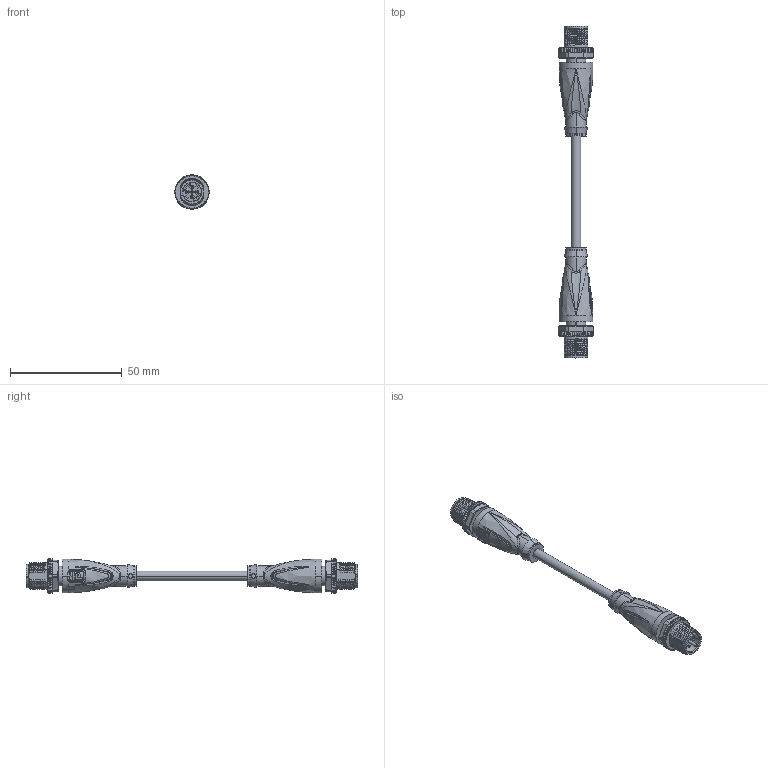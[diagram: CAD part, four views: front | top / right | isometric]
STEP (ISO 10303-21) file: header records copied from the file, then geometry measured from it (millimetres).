
FILE_DESCRIPTION(('STEP AP214'),'1');
FILE_NAME('cctmp_53048C4C-0383-4E4C-8673-F6E3C99D054F_2022_04_27_10_54_02_0780..stp','2022-04-27T08:54:13',('KiM GmbH'),('CADClick - www.CADClick.com'),'Spatial InterOp 3D postprocessed',' ','unknown authorization');
FILE_SCHEMA(('AUTOMOTIVE_DESIGN'));
Length unit declared in the file: millimetre
Products named in the file (9): Connection2; Connection2_2; Connection2_1; T196179_1; Cable; Connection1; Connection1_2; Connection1_1; T196179
Assembly tree (8 placements, depth 4):
  T196179
    T196179_1
      Connection2
        Connection2_2
        Connection2_1
      Cable
      Connection1
        Connection1_2
        Connection1_1
Bounding box: 15.4 x 148.2 x 15.37 mm (x, y, z)
Volume: 11767.6 mm3; surface area: 9251.1 mm2
Topology: 7 solids, 7 shells, 2268 faces, 5993 edges, 3782 vertices
Faces by surface type: plane 974, cylinder 526, torus 322, bspline 282, cone 140, sphere 16, extrusion 8
Entity records: 104024 total; most frequent: CARTESIAN_POINT 42898, ORIENTED_EDGE 11908, DIRECTION 10600, EDGE_CURVE 5954, AXIS2_PLACEMENT_3D 3818, VERTEX_POINT 3782, VECTOR 2964, LINE 2956
